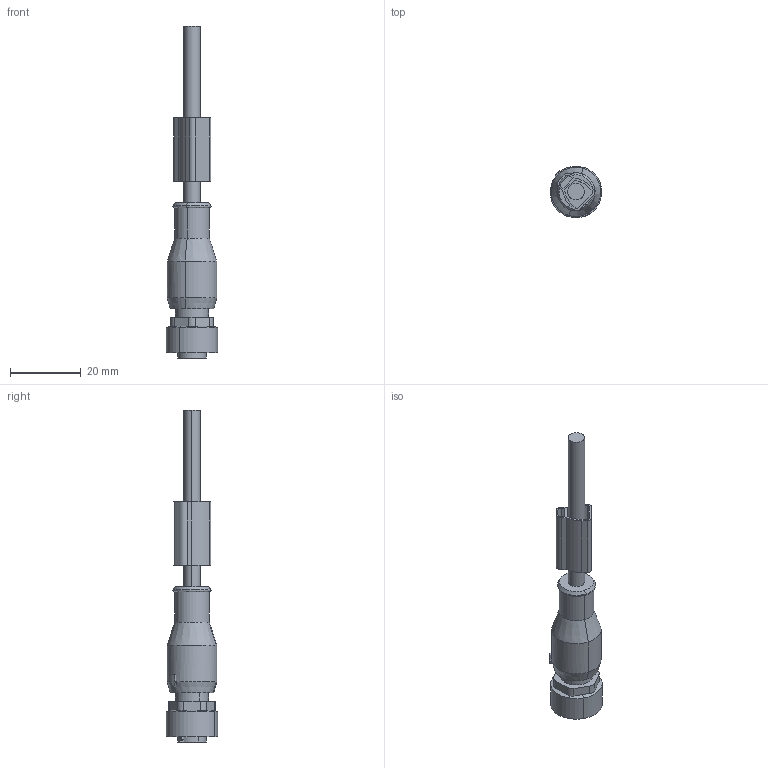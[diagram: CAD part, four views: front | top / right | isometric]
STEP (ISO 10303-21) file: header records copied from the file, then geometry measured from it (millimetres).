
FILE_DESCRIPTION(('CATIA V5 STEP Exchange','CAx-IF Rec.Pracs.--- Model Styling and Organization---1.5--- 2016-08-15','CAx-IF Rec.Pracs.---Supplemental Geometry---1.0---2011-11-01','CAx-IF Rec.Pracs.--- Composite Materials ---1.1---2010-07-15'),'2;1');
FILE_NAME ('2098949-2_0', '2025-11-10T09:08:23+00:00', ('none'), ('Weidmueller'), 'CATIA Version 5-6 Release 2024 SP4', 'CATIA V5 STEP AP214 v3', 'none');
FILE_SCHEMA(('AUTOMOTIVE_DESIGN { 1 0 10303 214 1 1 1 1 }'));
Length unit declared in the file: millimetre
Products named in the file (1): 3107970000
Bounding box: 14.6 x 14.6 x 94 mm (x, y, z)
Volume: 6177.3 mm3; surface area: 4950 mm2
Topology: 4 solids, 4 shells, 241 faces, 616 edges, 399 vertices
Faces by surface type: plane 100, cylinder 94, bspline 20, cone 20, revolution 5, torus 2
Entity records: 7988 total; most frequent: CARTESIAN_POINT 2552, ORIENTED_EDGE 1232, DIRECTION 792, EDGE_CURVE 616, VERTEX_POINT 399, AXIS2_PLACEMENT_3D 362, VECTOR 268, LINE 268
